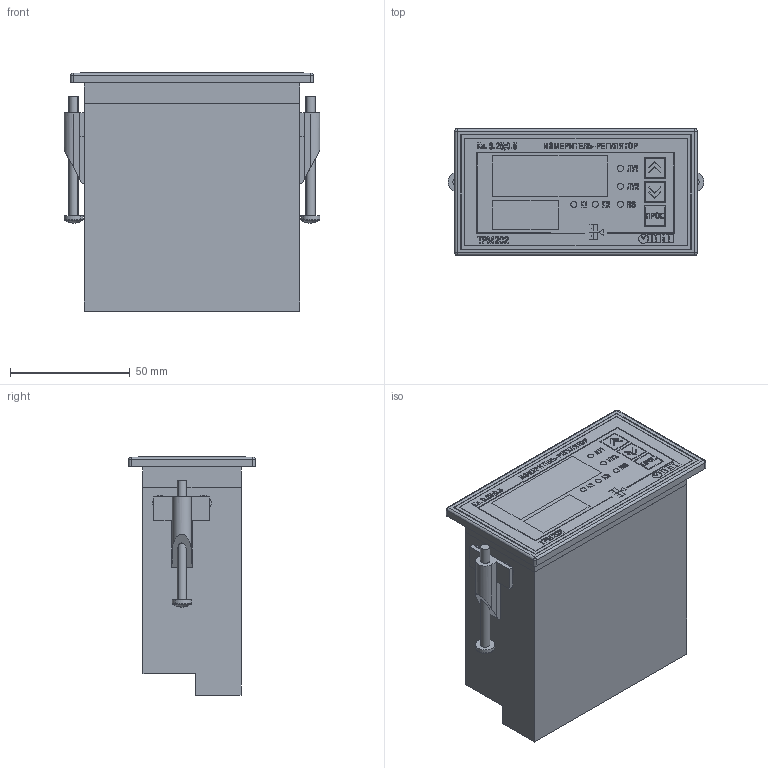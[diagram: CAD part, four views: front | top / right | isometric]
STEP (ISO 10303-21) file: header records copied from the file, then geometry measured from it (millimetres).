
FILE_DESCRIPTION (( 'STEP AP203' ), '1' );
FILE_NAME ('ﾒﾐﾌ202-ﾙ2.STEP', '2015-05-19T10:47:58', ( 'admin' ), ( '' ), 'SwSTEP 2.0', 'SolidWorks 2010', '' );
FILE_SCHEMA (( 'CONFIG_CONTROL_DESIGN' ));
Length unit declared in the file: millimetre
Products named in the file (7): ﾒﾐﾌ202-ﾙ2; Êîðïóñ Ù2; Êëåììà âèíòîâàÿ; Ýòèêåòêà Ù2; Ðåçèíà  48õ96,5; 栺闀闉 睯艜鍒鍣; 妈眚 󊅝0_B18.6.7M - M4 x 0.7 x 40 Type I Cross Recessed PHMS --40N
Assembly tree (23 placements, depth 2):
  ﾒﾐﾌ202-ﾙ2
    Êîðïóñ Ù2
    Ýòèêåòêà Ù2
    Êëåììà âèíòîâàÿ  x16
    Ðåçèíà  48õ96,5
    栺闀闉 睯艜鍒鍣  x2
    妈眚 󊅝0_B18.6.7M - M4 x 0.7 x 40 Type I Cross Recessed PHMS --40N  x2
Bounding box: 107 x 53 x 99.6 mm (x, y, z)
Volume: 356020.8 mm3; surface area: 74902.4 mm2
Topology: 24 solids, 24 shells, 1908 faces, 5070 edges, 3332 vertices
Faces by surface type: plane 1399, bspline 267, cylinder 230, sphere 8, torus 4
Entity records: 39432 total; most frequent: CARTESIAN_POINT 10035, ORIENTED_EDGE 6380, DIRECTION 4668, EDGE_CURVE 3190, VECTOR 2514, LINE 2514, VERTEX_POINT 2116, EDGE_LOOP 1344
